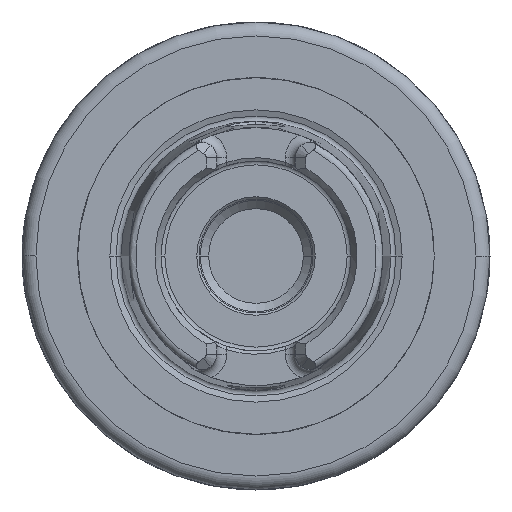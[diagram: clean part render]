
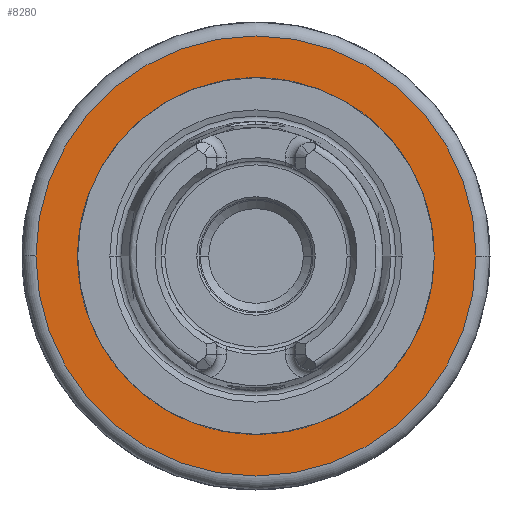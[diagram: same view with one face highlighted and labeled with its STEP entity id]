
A CAD part, left-side view. The second image highlights one B-rep face of the part: STEP entity #8280.
In plain terms, the highlighted planar face has unit normal (-1, 0, 0).
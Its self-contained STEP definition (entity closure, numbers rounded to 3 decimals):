
#7324=CARTESIAN_POINT('',(0.,0.,0.));
#7325=DIRECTION('',(-1.,0.,0.));
#7326=DIRECTION('',(0.,1.,0.));
#7327=AXIS2_PLACEMENT_3D('',#7324,#7325,#7326);
#7329=CARTESIAN_POINT('',(0.,0.,0.));
#7330=DIRECTION('',(-1.,0.,0.));
#7331=DIRECTION('',(0.,-1.,0.));
#7332=AXIS2_PLACEMENT_3D('',#7329,#7330,#7331);
#7528=CARTESIAN_POINT('',(0.,19.75,0.));
#7529=CARTESIAN_POINT('',(0.,-19.75,0.));
#7530=VERTEX_POINT('',#7528);
#7531=VERTEX_POINT('',#7529);
#8270=CARTESIAN_POINT('',(0.,0.,0.));
#8271=DIRECTION('',(1.,0.,0.));
#8272=DIRECTION('',(0.,-1.,0.));
#8273=AXIS2_PLACEMENT_3D('',#8270,#8271,#8272);
#8274=PLANE('',#8273);
#8276=ORIENTED_EDGE('',*,*,#8275,.F.);
#8277=ORIENTED_EDGE('',*,*,#8260,.F.);
#8278=EDGE_LOOP('',(#8276,#8277));
#8279=FACE_OUTER_BOUND('',#8278,.F.);
#8280=ADVANCED_FACE('',(#8279),#8274,.F.);
#7328=CIRCLE('',#7327,19.75);
#7333=CIRCLE('',#7332,19.75);
#8260=EDGE_CURVE('',#7531,#7530,#7333,.T.);
#8275=EDGE_CURVE('',#7530,#7531,#7328,.T.);
